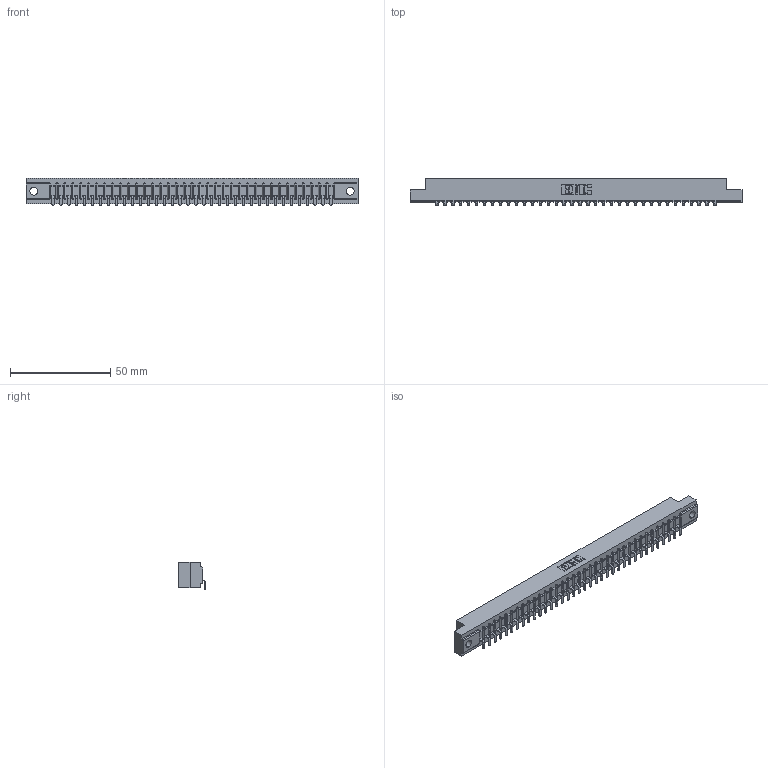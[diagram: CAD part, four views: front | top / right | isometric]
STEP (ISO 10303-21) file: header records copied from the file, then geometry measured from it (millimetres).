
FILE_DESCRIPTION (( 'STEP AP203' ), '1' );
FILE_NAME ('307-036-553-104.STEP', '2018-08-05T08:32:28', ( '' ), ( '' ), 'SwSTEP 2.0', 'SolidWorks 2016', '' );
FILE_SCHEMA (( 'CONFIG_CONTROL_DESIGN' ));
Length unit declared in the file: inch
Products named in the file (3): 307 Part_.156 Dia Mounting Holes; 307-290-002_553; 307-036-553-104
Assembly tree (37 placements, depth 2):
  307-036-553-104
    307 Part_.156 Dia Mounting Holes
    307-290-002_553  x36
Bounding box: 165.66 x 13.32 x 13.5 mm (x, y, z)
Volume: 17576.7 mm3; surface area: 21798.7 mm2
Topology: 37 solids, 37 shells, 2977 faces, 9143 edges, 5994 vertices
Faces by surface type: plane 1776, cylinder 1127, sphere 74
Entity records: 32874 total; most frequent: CARTESIAN_POINT 5550, ORIENTED_EDGE 5538, DIRECTION 5387, EDGE_CURVE 2769, LINE 2125, VECTOR 2125, VERTEX_POINT 1794, AXIS2_PLACEMENT_3D 1631
